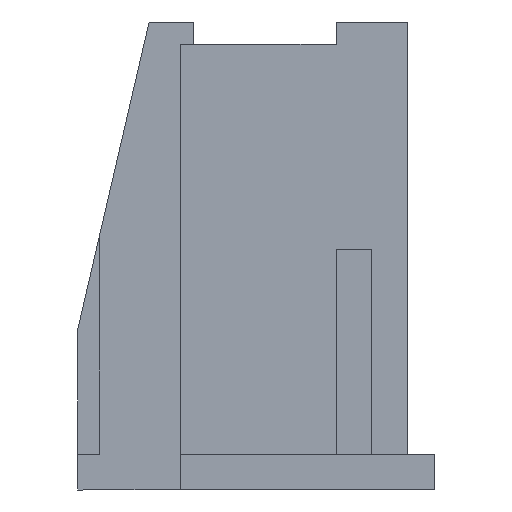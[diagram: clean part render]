
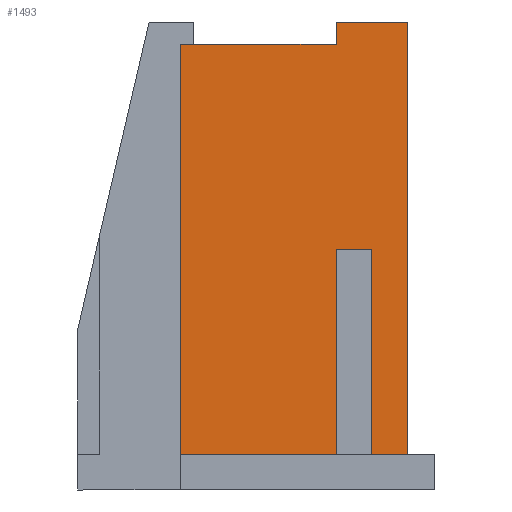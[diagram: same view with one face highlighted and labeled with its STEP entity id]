
A CAD part, left-side view. The second image highlights one B-rep face of the part: STEP entity #1493.
In plain terms, the highlighted planar face has unit normal (-1, 0, 0).
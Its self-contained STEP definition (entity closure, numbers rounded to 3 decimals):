
#935 = VERTEX_POINT ( 'NONE', #6376 ) ;
#1148 = EDGE_CURVE ( 'NONE', #1280, #1278, #6940, .T. ) ;
#1266 = VERTEX_POINT ( 'NONE', #4038 ) ;
#1268 = EDGE_CURVE ( 'NONE', #1269, #1266, #4037, .T. ) ;
#1269 = VERTEX_POINT ( 'NONE', #4033 ) ;
#1278 = VERTEX_POINT ( 'NONE', #3959 ) ;
#1280 = VERTEX_POINT ( 'NONE', #3958 ) ;
#1282 = EDGE_CURVE ( 'NONE', #1280, #935, #3957, .T. ) ;
#1493 = ADVANCED_FACE ( 'NONE', ( #3280 ), #3265, .F. ) ;
#1494 = EDGE_LOOP ( 'NONE', ( #1495, #1515, #1517, #1518, #1559, #1562, #1564, #1502, #1503, #1504 ) ) ;
#1495 = ORIENTED_EDGE ( 'NONE', *, *, #1496, .T. ) ;
#1496 = EDGE_CURVE ( 'NONE', #1497, #1498, #3260, .T. ) ;
#1497 = VERTEX_POINT ( 'NONE', #3256 ) ;
#1498 = VERTEX_POINT ( 'NONE', #3408 ) ;
#1502 = ORIENTED_EDGE ( 'NONE', *, *, #1282, .F. ) ;
#1503 = ORIENTED_EDGE ( 'NONE', *, *, #1148, .T. ) ;
#1504 = ORIENTED_EDGE ( 'NONE', *, *, #1505, .T. ) ;
#1505 = EDGE_CURVE ( 'NONE', #1278, #1497, #3399, .T. ) ;
#1515 = ORIENTED_EDGE ( 'NONE', *, *, #1516, .T. ) ;
#1516 = EDGE_CURVE ( 'NONE', #1498, #1269, #3366, .T. ) ;
#1517 = ORIENTED_EDGE ( 'NONE', *, *, #1268, .T. ) ;
#1518 = ORIENTED_EDGE ( 'NONE', *, *, #1519, .T. ) ;
#1519 = EDGE_CURVE ( 'NONE', #1266, #1520, #3362, .T. ) ;
#1520 = VERTEX_POINT ( 'NONE', #3358 ) ;
#1559 = ORIENTED_EDGE ( 'NONE', *, *, #1560, .F. ) ;
#1560 = EDGE_CURVE ( 'NONE', #1561, #1520, #3583, .T. ) ;
#1561 = VERTEX_POINT ( 'NONE', #3579 ) ;
#1562 = ORIENTED_EDGE ( 'NONE', *, *, #1563, .T. ) ;
#1563 = EDGE_CURVE ( 'NONE', #1561, #1595, #3578, .T. ) ;
#1564 = ORIENTED_EDGE ( 'NONE', *, *, #1594, .T. ) ;
#1594 = EDGE_CURVE ( 'NONE', #1595, #935, #3522, .T. ) ;
#1595 = VERTEX_POINT ( 'NONE', #3518 ) ;
#3256 = CARTESIAN_POINT ( 'NONE',  ( -23.2, 1.6, -5.1 ) ) ;
#3257 = DIRECTION ( 'NONE',  ( 0., -1., 0. ) ) ;
#3258 = VECTOR ( 'NONE', #3257, 1000. ) ;
#3259 = CARTESIAN_POINT ( 'NONE',  ( -23.2, 1.6, -5.1 ) ) ;
#3260 = LINE ( 'NONE', #3259, #3258 ) ;
#3261 = DIRECTION ( 'NONE',  ( 0., -1., 0. ) ) ;
#3262 = DIRECTION ( 'NONE',  ( 1., 0., 0. ) ) ;
#3263 = CARTESIAN_POINT ( 'NONE',  ( -23.2, 5.1, 0. ) ) ;
#3264 = AXIS2_PLACEMENT_3D ( 'NONE', #3263, #3262, #3261 ) ;
#3265 = PLANE ( 'NONE',  #3264 ) ;
#3280 = FACE_OUTER_BOUND ( 'NONE', #1494, .T. ) ;
#3358 = CARTESIAN_POINT ( 'NONE',  ( -23.2, 0., 0. ) ) ;
#3359 = DIRECTION ( 'NONE',  ( 0., 0., 1. ) ) ;
#3360 = VECTOR ( 'NONE', #3359, 1000. ) ;
#3361 = CARTESIAN_POINT ( 'NONE',  ( -23.2, 0., 0. ) ) ;
#3362 = LINE ( 'NONE', #3361, #3360 ) ;
#3363 = DIRECTION ( 'NONE',  ( 0., 0., -1. ) ) ;
#3364 = VECTOR ( 'NONE', #3363, 1000. ) ;
#3365 = CARTESIAN_POINT ( 'NONE',  ( -23.2, 0.8, -5.1 ) ) ;
#3366 = LINE ( 'NONE', #3365, #3364 ) ;
#3395 = DIRECTION ( 'NONE',  ( 0., 0., 1. ) ) ;
#3396 = VECTOR ( 'NONE', #3395, 1000. ) ;
#3397 = CARTESIAN_POINT ( 'NONE',  ( -23.2, 1.6, -9.7 ) ) ;
#3399 = LINE ( 'NONE', #3397, #3396 ) ;
#3408 = CARTESIAN_POINT ( 'NONE',  ( -23.2, 0.8, -5.1 ) ) ;
#3518 = CARTESIAN_POINT ( 'NONE',  ( -23.2, 1.6, -0.5 ) ) ;
#3519 = DIRECTION ( 'NONE',  ( 0., 1., 0. ) ) ;
#3520 = VECTOR ( 'NONE', #3519, 1000. ) ;
#3521 = CARTESIAN_POINT ( 'NONE',  ( -23.2, 5.1, -0.5 ) ) ;
#3522 = LINE ( 'NONE', #3521, #3520 ) ;
#3575 = DIRECTION ( 'NONE',  ( 0., 0., -1. ) ) ;
#3576 = VECTOR ( 'NONE', #3575, 1000. ) ;
#3577 = CARTESIAN_POINT ( 'NONE',  ( -23.2, 1.6, 0. ) ) ;
#3578 = LINE ( 'NONE', #3577, #3576 ) ;
#3579 = CARTESIAN_POINT ( 'NONE',  ( -23.2, 1.6, 0. ) ) ;
#3580 = DIRECTION ( 'NONE',  ( 0., -1., 0. ) ) ;
#3581 = VECTOR ( 'NONE', #3580, 1000. ) ;
#3582 = CARTESIAN_POINT ( 'NONE',  ( -23.2, 5.1, 0. ) ) ;
#3583 = LINE ( 'NONE', #3582, #3581 ) ;
#3954 = DIRECTION ( 'NONE',  ( 0., 0., 1. ) ) ;
#3955 = VECTOR ( 'NONE', #3954, 1000. ) ;
#3956 = CARTESIAN_POINT ( 'NONE',  ( -23.2, 5.1, 0. ) ) ;
#3957 = LINE ( 'NONE', #3956, #3955 ) ;
#3958 = CARTESIAN_POINT ( 'NONE',  ( -23.2, 5.1, -9.7 ) ) ;
#3959 = CARTESIAN_POINT ( 'NONE',  ( -23.2, 1.6, -9.7 ) ) ;
#4033 = CARTESIAN_POINT ( 'NONE',  ( -23.2, 0.8, -9.7 ) ) ;
#4034 = DIRECTION ( 'NONE',  ( 0., -1., 0. ) ) ;
#4035 = VECTOR ( 'NONE', #4034, 1000. ) ;
#4036 = CARTESIAN_POINT ( 'NONE',  ( -23.2, 5.1, -9.7 ) ) ;
#4037 = LINE ( 'NONE', #4036, #4035 ) ;
#4038 = CARTESIAN_POINT ( 'NONE',  ( -23.2, 0., -9.7 ) ) ;
#6376 = CARTESIAN_POINT ( 'NONE',  ( -23.2, 5.1, -0.5 ) ) ;
#6937 = DIRECTION ( 'NONE',  ( 0., -1., 0. ) ) ;
#6938 = VECTOR ( 'NONE', #6937, 1000. ) ;
#6939 = CARTESIAN_POINT ( 'NONE',  ( -23.2, 5.1, -9.7 ) ) ;
#6940 = LINE ( 'NONE', #6939, #6938 ) ;
